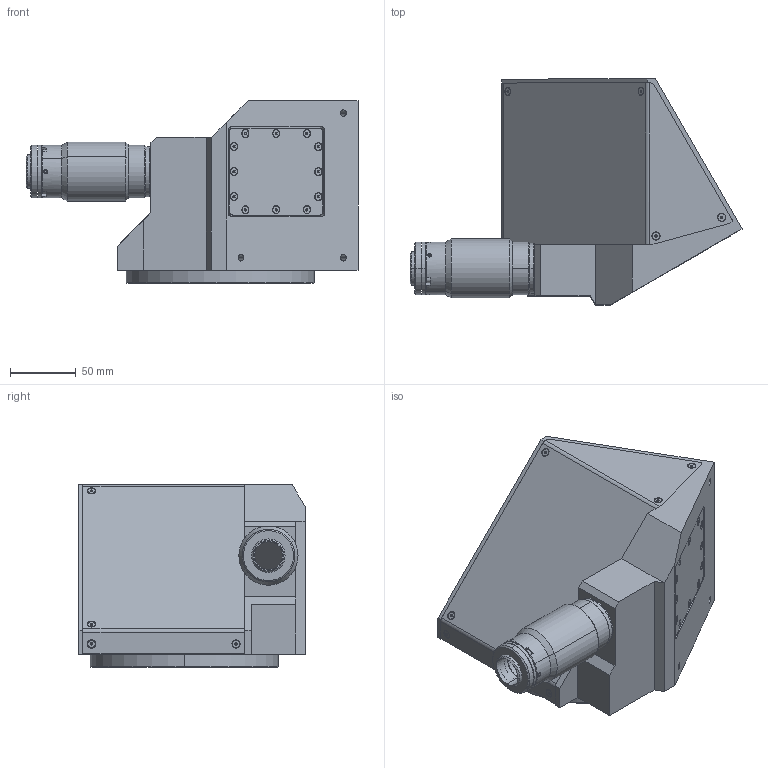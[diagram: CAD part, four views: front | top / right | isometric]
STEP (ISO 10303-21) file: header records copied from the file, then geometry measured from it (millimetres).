
FILE_DESCRIPTION (( 'STEP AP203' ), '1' );
FILE_NAME ('DP23980-C_TCCR4M096-C.step', '2022-02-18T13:28:56', ( '' ), ( '' ), 'SwSTEP 2.0', 'SolidWorks 2021', '' );
FILE_SCHEMA (( 'CONFIG_CONTROL_DESIGN' ));
Length unit declared in the file: millimetre
Products named in the file (1): DP23980-C_TCCR4M096-C
Bounding box: 252.5 x 171.92 x 139 mm (x, y, z)
Surface area: 154373.7 mm2 (no closed solid volume)
Topology: 0 solids, 68 shells, 508 faces, 1648 edges, 1135 vertices
Faces by surface type: plane 216, cone 148, cylinder 138, torus 4, sphere 2
Entity records: 17779 total; most frequent: CARTESIAN_POINT 3399, DIRECTION 3176, ORIENTED_EDGE 2419, EDGE_CURVE 1588, VERTEX_POINT 1135, AXIS2_PLACEMENT_3D 1102, LINE 972, VECTOR 972
